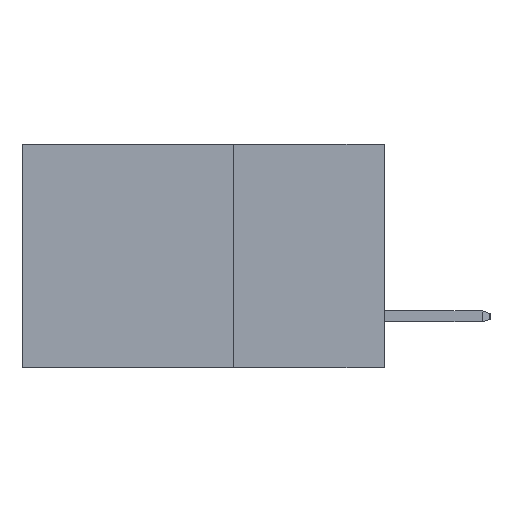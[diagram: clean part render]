
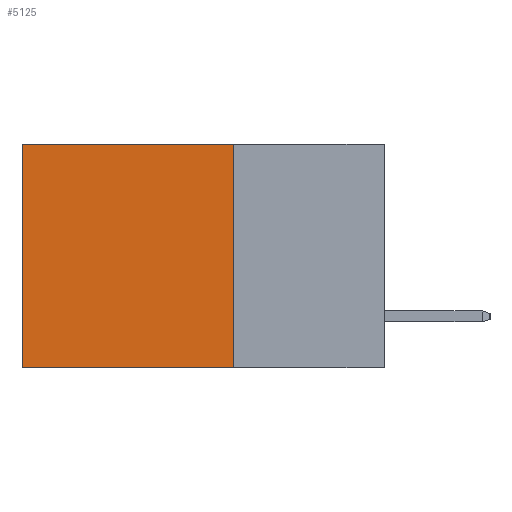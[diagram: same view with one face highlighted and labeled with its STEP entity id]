
A CAD part, left-side view. The second image highlights one B-rep face of the part: STEP entity #5125.
In plain terms, the highlighted planar face has unit normal (-1, 0, 0).
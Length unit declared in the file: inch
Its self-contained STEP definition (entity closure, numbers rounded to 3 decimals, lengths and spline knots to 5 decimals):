
#917 = LINE ( 'NONE', #5119, #17188 ) ;
#1745 = FACE_OUTER_BOUND ( 'NONE', #19765, .T. ) ;
#1873 = DIRECTION ( 'NONE',  ( 0., 1., 0. ) ) ;
#2782 = DIRECTION ( 'NONE',  ( 0., 0., -1. ) ) ;
#2894 = ORIENTED_EDGE ( 'NONE', *, *, #15372, .T. ) ;
#3430 = CARTESIAN_POINT ( 'NONE',  ( 0.298, 0.25, -0.37 ) ) ;
#5119 = CARTESIAN_POINT ( 'NONE',  ( 0.298, 0.25, -0.37 ) ) ;
#5125 = ADVANCED_FACE ( 'NONE', ( #1745 ), #8710, .F. ) ;
#5705 = VERTEX_POINT ( 'NONE', #7221 ) ;
#6957 = CARTESIAN_POINT ( 'NONE',  ( 0.298, 0.25, 0. ) ) ;
#7057 = VECTOR ( 'NONE', #2782, 39.37008 ) ;
#7221 = CARTESIAN_POINT ( 'NONE',  ( 0.298, 0.6, 0. ) ) ;
#7240 = DIRECTION ( 'NONE',  ( 0., 1., 0. ) ) ;
#8025 = LINE ( 'NONE', #18482, #17059 ) ;
#8710 = PLANE ( 'NONE',  #18420 ) ;
#9125 = VECTOR ( 'NONE', #19758, 39.37008 ) ;
#9801 = CARTESIAN_POINT ( 'NONE',  ( 0.298, 0.25, 0. ) ) ;
#10641 = CARTESIAN_POINT ( 'NONE',  ( 0.298, 0.6, -0.37 ) ) ;
#11061 = CARTESIAN_POINT ( 'NONE',  ( 0.298, 0.6, 0. ) ) ;
#11353 = VERTEX_POINT ( 'NONE', #9801 ) ;
#11458 = VERTEX_POINT ( 'NONE', #3430 ) ;
#12054 = ORIENTED_EDGE ( 'NONE', *, *, #14065, .F. ) ;
#13735 = EDGE_CURVE ( 'NONE', #5705, #17610, #15680, .T. ) ;
#14065 = EDGE_CURVE ( 'NONE', #11353, #11458, #17632, .T. ) ;
#14449 = DIRECTION ( 'NONE',  ( 1., 0., 0. ) ) ;
#14799 = ORIENTED_EDGE ( 'NONE', *, *, #18742, .F. ) ;
#15372 = EDGE_CURVE ( 'NONE', #11353, #5705, #8025, .T. ) ;
#15680 = LINE ( 'NONE', #11061, #7057 ) ;
#15732 = CARTESIAN_POINT ( 'NONE',  ( 0.298, 0.25, 0. ) ) ;
#17059 = VECTOR ( 'NONE', #7240, 39.37008 ) ;
#17188 = VECTOR ( 'NONE', #1873, 39.37008 ) ;
#17392 = DIRECTION ( 'NONE',  ( 0., 0., -1. ) ) ;
#17610 = VERTEX_POINT ( 'NONE', #10641 ) ;
#17632 = LINE ( 'NONE', #6957, #9125 ) ;
#18420 = AXIS2_PLACEMENT_3D ( 'NONE', #15732, #14449, #17392 ) ;
#18482 = CARTESIAN_POINT ( 'NONE',  ( 0.298, 0.25, 0. ) ) ;
#18742 = EDGE_CURVE ( 'NONE', #11458, #17610, #917, .T. ) ;
#19758 = DIRECTION ( 'NONE',  ( 0., 0., -1. ) ) ;
#19765 = EDGE_LOOP ( 'NONE', ( #20353, #14799, #12054, #2894 ) ) ;
#20353 = ORIENTED_EDGE ( 'NONE', *, *, #13735, .T. ) ;
